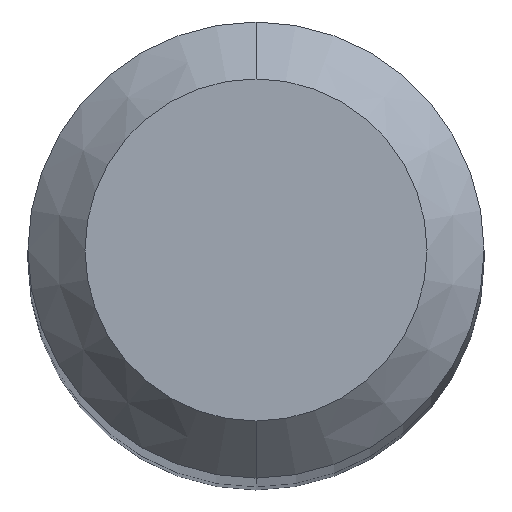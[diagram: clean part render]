
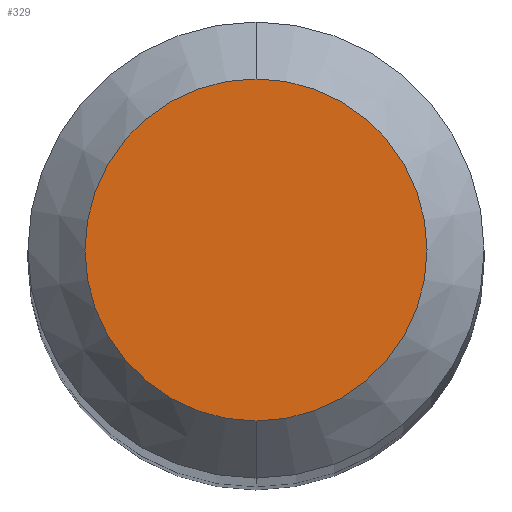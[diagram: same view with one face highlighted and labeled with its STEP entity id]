
A CAD part, top view. The second image highlights one B-rep face of the part: STEP entity #329.
In plain terms, the highlighted planar face has unit normal (0, 0, 1).
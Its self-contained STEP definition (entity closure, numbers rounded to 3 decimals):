
#5 = AXIS2_PLACEMENT_3D ( 'NONE', #217, #90, #290 ) ;
#18 = ORIENTED_EDGE ( 'NONE', *, *, #222, .F. ) ;
#28 = AXIS2_PLACEMENT_3D ( 'NONE', #104, #126, #232 ) ;
#31 = FACE_OUTER_BOUND ( 'NONE', #115, .T. ) ;
#47 = AXIS2_PLACEMENT_3D ( 'NONE', #62, #200, #254 ) ;
#62 = CARTESIAN_POINT ( 'NONE',  ( 0., 0., 49. ) ) ;
#72 = CARTESIAN_POINT ( 'NONE',  ( 0., -1.2, 49. ) ) ;
#77 = PLANE ( 'NONE',  #28 ) ;
#90 = DIRECTION ( 'NONE',  ( 0., 0., -1. ) ) ;
#103 = VERTEX_POINT ( 'NONE', #152 ) ;
#104 = CARTESIAN_POINT ( 'NONE',  ( 0., 0., 49. ) ) ;
#106 = VERTEX_POINT ( 'NONE', #72 ) ;
#115 = EDGE_LOOP ( 'NONE', ( #176, #18 ) ) ;
#126 = DIRECTION ( 'NONE',  ( 0., 0., -1. ) ) ;
#152 = CARTESIAN_POINT ( 'NONE',  ( 0., 1.2, 49. ) ) ;
#169 = CIRCLE ( 'NONE', #5, 1.2 ) ;
#176 = ORIENTED_EDGE ( 'NONE', *, *, #211, .F. ) ;
#200 = DIRECTION ( 'NONE',  ( 0., 0., -1. ) ) ;
#206 = CIRCLE ( 'NONE', #47, 1.2 ) ;
#211 = EDGE_CURVE ( 'NONE', #103, #106, #169, .T. ) ;
#217 = CARTESIAN_POINT ( 'NONE',  ( 0., 0., 49. ) ) ;
#222 = EDGE_CURVE ( 'NONE', #106, #103, #206, .T. ) ;
#232 = DIRECTION ( 'NONE',  ( 0., 1., 0. ) ) ;
#254 = DIRECTION ( 'NONE',  ( 0., 1., 0. ) ) ;
#290 = DIRECTION ( 'NONE',  ( 0., 1., 0. ) ) ;
#329 = ADVANCED_FACE ( 'NONE', ( #31 ), #77, .F. ) ;
